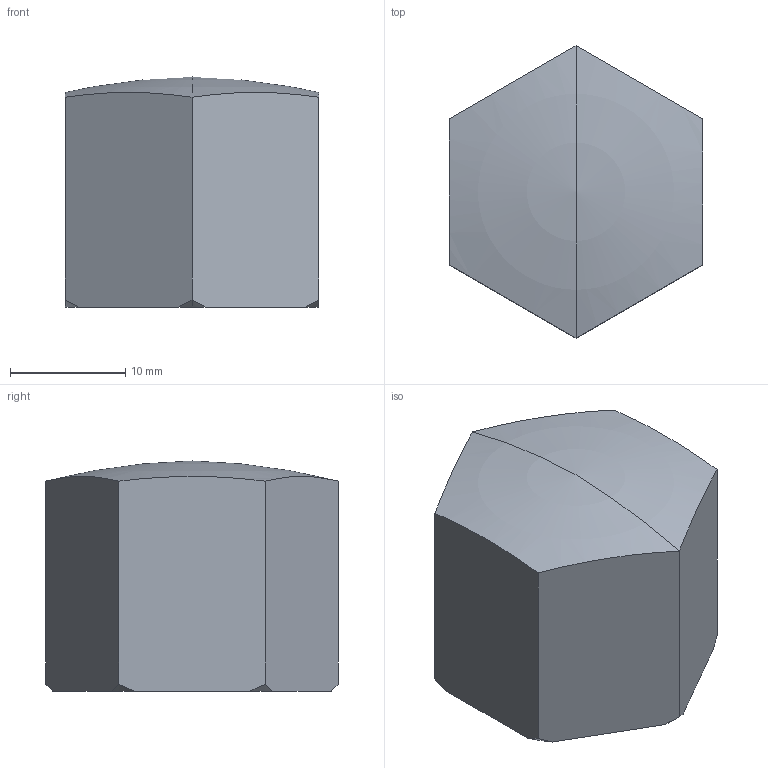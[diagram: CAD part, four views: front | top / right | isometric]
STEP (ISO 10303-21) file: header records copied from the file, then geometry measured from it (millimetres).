
FILE_DESCRIPTION (( 'STEP AP203' ), '1' );
FILE_NAME ('bj812-12020-r.STEP', '2021-10-25T00:32:08', ( '' ), ( '' ), 'SwSTEP 2.0', 'SolidWorks 2020', '' );
FILE_SCHEMA (( 'CONFIG_CONTROL_DESIGN' ));
Length unit declared in the file: millimetre
Products named in the file (1): bj812-12020-r
Bounding box: 22 x 25.4 x 20 mm (x, y, z)
Volume: 6925.1 mm3; surface area: 2629.7 mm2
Topology: 1 solids, 1 shells, 19 faces, 48 edges, 30 vertices
Faces by surface type: plane 8, cone 7, cylinder 2, torus 2
Entity records: 656 total; most frequent: CARTESIAN_POINT 154, ORIENTED_EDGE 92, DIRECTION 81, EDGE_CURVE 46, AXIS2_PLACEMENT_3D 33, VERTEX_POINT 30, EDGE_LOOP 20, FACE_OUTER_BOUND 19
